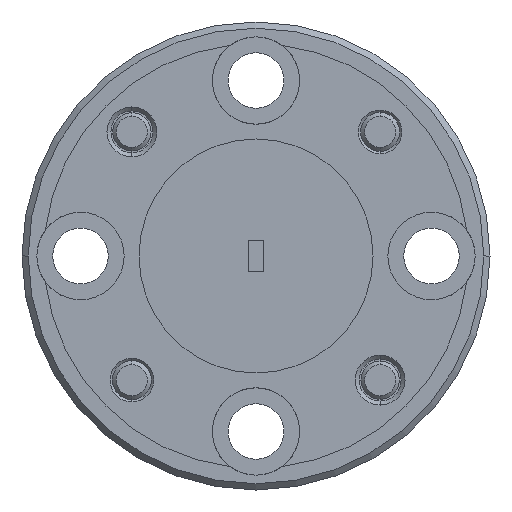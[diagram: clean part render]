
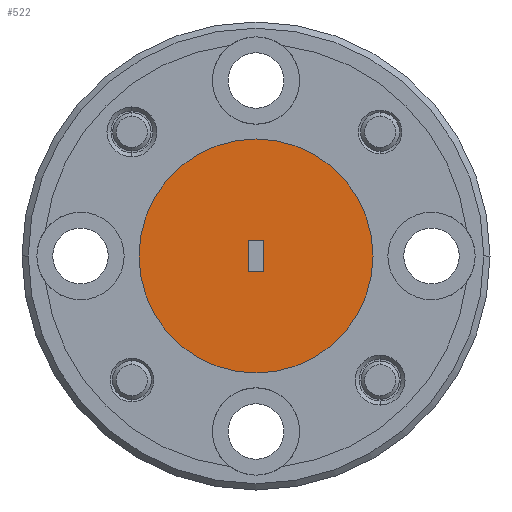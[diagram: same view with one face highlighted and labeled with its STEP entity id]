
A CAD part, left-side view. The second image highlights one B-rep face of the part: STEP entity #522.
In plain terms, the highlighted planar face has unit normal (-1, 0, 0).
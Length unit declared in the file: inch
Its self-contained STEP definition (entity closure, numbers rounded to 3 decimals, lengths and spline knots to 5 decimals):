
#45 = ORIENTED_EDGE ( 'NONE', *, *, #385, .F. ) ;
#112 = ORIENTED_EDGE ( 'NONE', *, *, #1805, .F. ) ;
#132 = DIRECTION ( 'NONE',  ( 0., 1., 0. ) ) ;
#367 = CARTESIAN_POINT ( 'NONE',  ( -0.5, -0.01275, 0.0255 ) ) ;
#385 = EDGE_CURVE ( 'NONE', #2985, #2624, #1606, .T. ) ;
#440 = LINE ( 'NONE', #2467, #2867 ) ;
#519 = DIRECTION ( 'NONE',  ( -1., 0., 0. ) ) ;
#522 = ADVANCED_FACE ( 'NONE', ( #3736, #2022 ), #1016, .F. ) ;
#625 = CARTESIAN_POINT ( 'NONE',  ( -0.5, 0., 0. ) ) ;
#645 = ORIENTED_EDGE ( 'NONE', *, *, #3771, .T. ) ;
#646 = EDGE_CURVE ( 'NONE', #3628, #3182, #440, .T. ) ;
#673 = ORIENTED_EDGE ( 'NONE', *, *, #646, .F. ) ;
#825 = CARTESIAN_POINT ( 'NONE',  ( -0.5, 0.01275, 0.0255 ) ) ;
#886 = CIRCLE ( 'NONE', #1466, 0.1875 ) ;
#896 = VECTOR ( 'NONE', #3354, 39.37008 ) ;
#1013 = CARTESIAN_POINT ( 'NONE',  ( -0.5, -0.1875, 0. ) ) ;
#1016 = PLANE ( 'NONE',  #4167 ) ;
#1054 = DIRECTION ( 'NONE',  ( 0., 0., 1. ) ) ;
#1057 = VECTOR ( 'NONE', #132, 39.37008 ) ;
#1370 = CARTESIAN_POINT ( 'NONE',  ( -0.5, 0.01275, -0.0255 ) ) ;
#1466 = AXIS2_PLACEMENT_3D ( 'NONE', #2932, #519, #2882 ) ;
#1606 = LINE ( 'NONE', #3942, #3827 ) ;
#1788 = CARTESIAN_POINT ( 'NONE',  ( -0.5, -0.01275, -0.0255 ) ) ;
#1805 = EDGE_CURVE ( 'NONE', #2624, #3628, #4449, .T. ) ;
#1880 = DIRECTION ( 'NONE',  ( 0., -1., 0. ) ) ;
#1944 = VERTEX_POINT ( 'NONE', #4226 ) ;
#2022 = FACE_OUTER_BOUND ( 'NONE', #3076, .T. ) ;
#2106 = AXIS2_PLACEMENT_3D ( 'NONE', #2578, #3972, #1880 ) ;
#2185 = LINE ( 'NONE', #3561, #1057 ) ;
#2238 = VERTEX_POINT ( 'NONE', #1013 ) ;
#2403 = CARTESIAN_POINT ( 'NONE',  ( -0.5, 0.01275, -0.0255 ) ) ;
#2424 = EDGE_CURVE ( 'NONE', #3182, #2985, #2185, .T. ) ;
#2467 = CARTESIAN_POINT ( 'NONE',  ( -0.5, -0.01275, -0.0255 ) ) ;
#2536 = CIRCLE ( 'NONE', #2106, 0.1875 ) ;
#2578 = CARTESIAN_POINT ( 'NONE',  ( -0.5, 0., 0. ) ) ;
#2624 = VERTEX_POINT ( 'NONE', #2403 ) ;
#2867 = VECTOR ( 'NONE', #1054, 39.37008 ) ;
#2869 = ORIENTED_EDGE ( 'NONE', *, *, #3339, .T. ) ;
#2882 = DIRECTION ( 'NONE',  ( 0., -1., 0. ) ) ;
#2932 = CARTESIAN_POINT ( 'NONE',  ( -0.5, 0., 0. ) ) ;
#2985 = VERTEX_POINT ( 'NONE', #825 ) ;
#2992 = DIRECTION ( 'NONE',  ( 0., 0., -1. ) ) ;
#3076 = EDGE_LOOP ( 'NONE', ( #2869, #645 ) ) ;
#3182 = VERTEX_POINT ( 'NONE', #367 ) ;
#3339 = EDGE_CURVE ( 'NONE', #2238, #1944, #2536, .T. ) ;
#3354 = DIRECTION ( 'NONE',  ( 0., -1., 0. ) ) ;
#3397 = DIRECTION ( 'NONE',  ( 1., 0., 0. ) ) ;
#3493 = EDGE_LOOP ( 'NONE', ( #45, #4162, #673, #112 ) ) ;
#3561 = CARTESIAN_POINT ( 'NONE',  ( -0.5, 0.01275, 0.0255 ) ) ;
#3628 = VERTEX_POINT ( 'NONE', #1788 ) ;
#3736 = FACE_BOUND ( 'NONE', #3493, .T. ) ;
#3771 = EDGE_CURVE ( 'NONE', #1944, #2238, #886, .T. ) ;
#3827 = VECTOR ( 'NONE', #2992, 39.37008 ) ;
#3942 = CARTESIAN_POINT ( 'NONE',  ( -0.5, 0.01275, -0.0255 ) ) ;
#3972 = DIRECTION ( 'NONE',  ( -1., 0., 0. ) ) ;
#4053 = DIRECTION ( 'NONE',  ( 0., 1., 0. ) ) ;
#4162 = ORIENTED_EDGE ( 'NONE', *, *, #2424, .F. ) ;
#4167 = AXIS2_PLACEMENT_3D ( 'NONE', #625, #3397, #4053 ) ;
#4226 = CARTESIAN_POINT ( 'NONE',  ( -0.5, 0.1875, 0. ) ) ;
#4449 = LINE ( 'NONE', #1370, #896 ) ;
